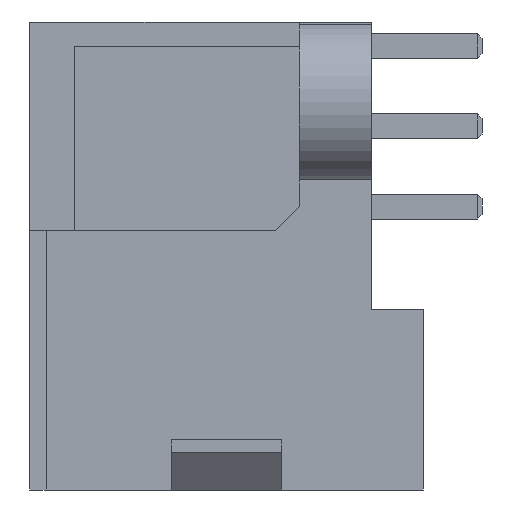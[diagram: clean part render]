
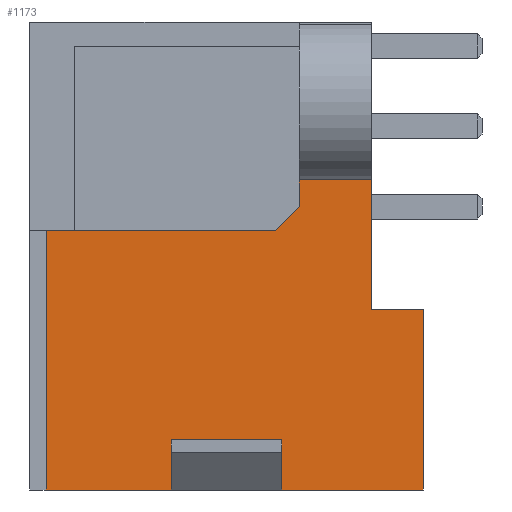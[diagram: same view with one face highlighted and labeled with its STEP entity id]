
A CAD part, left-side view. The second image highlights one B-rep face of the part: STEP entity #1173.
In plain terms, the highlighted planar face has unit normal (-1, 0, 0).
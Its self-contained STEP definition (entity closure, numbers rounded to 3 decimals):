
#1173 = ADVANCED_FACE( '', ( #3334 ), #3335, .F. );
#3334 = FACE_OUTER_BOUND( '', #6512, .T. );
#3335 = PLANE( '', #6513 );
#6512 = EDGE_LOOP( '', ( #9878, #9879, #9880, #9881, #9882, #9883, #9884, #9885, #9886, #9887, #9888, #9889, #9890 ) );
#6513 = AXIS2_PLACEMENT_3D( '', #9891, #9892, #9893 );
#9878 = ORIENTED_EDGE( '', *, *, #19901, .F. );
#9879 = ORIENTED_EDGE( '', *, *, #19902, .F. );
#9880 = ORIENTED_EDGE( '', *, *, #19903, .T. );
#9881 = ORIENTED_EDGE( '', *, *, #19904, .T. );
#9882 = ORIENTED_EDGE( '', *, *, #19905, .T. );
#9883 = ORIENTED_EDGE( '', *, *, #19906, .T. );
#9884 = ORIENTED_EDGE( '', *, *, #19907, .T. );
#9885 = ORIENTED_EDGE( '', *, *, #19908, .F. );
#9886 = ORIENTED_EDGE( '', *, *, #19909, .F. );
#9887 = ORIENTED_EDGE( '', *, *, #19910, .T. );
#9888 = ORIENTED_EDGE( '', *, *, #19911, .T. );
#9889 = ORIENTED_EDGE( '', *, *, #19912, .F. );
#9890 = ORIENTED_EDGE( '', *, *, #19913, .F. );
#9891 = CARTESIAN_POINT( '', ( -18.78, 11.94, 14.81 ) );
#9892 = DIRECTION( '', ( 1., 0., 0. ) );
#9893 = DIRECTION( '', ( 0., 0., -1. ) );
#19901 = EDGE_CURVE( '', #24075, #24076, #24077, .T. );
#19902 = EDGE_CURVE( '', #24078, #24075, #24079, .T. );
#19903 = EDGE_CURVE( '', #24078, #24080, #24081, .T. );
#19904 = EDGE_CURVE( '', #24080, #24082, #24083, .T. );
#19905 = EDGE_CURVE( '', #24082, #24084, #24085, .T. );
#19906 = EDGE_CURVE( '', #24084, #24086, #24087, .T. );
#19907 = EDGE_CURVE( '', #24086, #24088, #24089, .T. );
#19908 = EDGE_CURVE( '', #24090, #24088, #24091, .T. );
#19909 = EDGE_CURVE( '', #24092, #24090, #24093, .T. );
#19910 = EDGE_CURVE( '', #24092, #24094, #24095, .T. );
#19911 = EDGE_CURVE( '', #24094, #24096, #24097, .T. );
#19912 = EDGE_CURVE( '', #24098, #24096, #24099, .T. );
#19913 = EDGE_CURVE( '', #24076, #24098, #24100, .T. );
#24075 = VERTEX_POINT( '', #30143 );
#24076 = VERTEX_POINT( '', #30144 );
#24077 = LINE( '', #30145, #30146 );
#24078 = VERTEX_POINT( '', #30147 );
#24079 = LINE( '', #30148, #30149 );
#24080 = VERTEX_POINT( '', #30150 );
#24081 = LINE( '', #30151, #30152 );
#24082 = VERTEX_POINT( '', #30153 );
#24083 = LINE( '', #30154, #30155 );
#24084 = VERTEX_POINT( '', #30156 );
#24085 = LINE( '', #30157, #30158 );
#24086 = VERTEX_POINT( '', #30159 );
#24087 = LINE( '', #30160, #30161 );
#24088 = VERTEX_POINT( '', #30162 );
#24089 = LINE( '', #30163, #30164 );
#24090 = VERTEX_POINT( '', #30165 );
#24091 = LINE( '', #30166, #30167 );
#24092 = VERTEX_POINT( '', #30168 );
#24093 = LINE( '', #30169, #30170 );
#24094 = VERTEX_POINT( '', #30171 );
#24095 = LINE( '', #30172, #30173 );
#24096 = VERTEX_POINT( '', #30174 );
#24097 = LINE( '', #30175, #30176 );
#24098 = VERTEX_POINT( '', #30177 );
#24099 = LINE( '', #30178, #30179 );
#24100 = LINE( '', #30180, #30181 );
#30143 = CARTESIAN_POINT( '', ( -18.78, 1.65, 9.812 ) );
#30144 = CARTESIAN_POINT( '', ( -18.78, 1.65, 5.72 ) );
#30145 = CARTESIAN_POINT( '', ( -18.78, 1.65, 14.81 ) );
#30146 = VECTOR( '', #38289, 1000. );
#30147 = CARTESIAN_POINT( '', ( -18.78, 3.93, 9.812 ) );
#30148 = CARTESIAN_POINT( '', ( -18.78, 3.93, 9.812 ) );
#30149 = VECTOR( '', #38290, 1000. );
#30150 = CARTESIAN_POINT( '', ( -18.78, 3.93, 8.97 ) );
#30151 = CARTESIAN_POINT( '', ( -18.78, 3.93, 14.81 ) );
#30152 = VECTOR( '', #38291, 1000. );
#30153 = CARTESIAN_POINT( '', ( -18.78, 4.69, 8.21 ) );
#30154 = CARTESIAN_POINT( '', ( -18.78, 3.93, 8.97 ) );
#30155 = VECTOR( '', #38292, 1000. );
#30156 = CARTESIAN_POINT( '', ( -18.78, 11.94, 8.21 ) );
#30157 = CARTESIAN_POINT( '', ( -18.78, 4.69, 8.21 ) );
#30158 = VECTOR( '', #38293, 1000. );
#30159 = CARTESIAN_POINT( '', ( -18.78, 11.94, 0. ) );
#30160 = CARTESIAN_POINT( '', ( -18.78, 11.94, 14.81 ) );
#30161 = VECTOR( '', #38294, 1000. );
#30162 = CARTESIAN_POINT( '', ( -18.78, 7.97, 0. ) );
#30163 = CARTESIAN_POINT( '', ( -18.78, 11.94, 0. ) );
#30164 = VECTOR( '', #38295, 1000. );
#30165 = CARTESIAN_POINT( '', ( -18.78, 7.97, 1.35 ) );
#30166 = CARTESIAN_POINT( '', ( -18.78, 7.97, 14.81 ) );
#30167 = VECTOR( '', #38296, 1000. );
#30168 = CARTESIAN_POINT( '', ( -18.78, 4.48, 1.35 ) );
#30169 = CARTESIAN_POINT( '', ( -18.78, 0., 1.35 ) );
#30170 = VECTOR( '', #38297, 1000. );
#30171 = CARTESIAN_POINT( '', ( -18.78, 4.48, 0. ) );
#30172 = CARTESIAN_POINT( '', ( -18.78, 4.48, 14.81 ) );
#30173 = VECTOR( '', #38298, 1000. );
#30174 = CARTESIAN_POINT( '', ( -18.78, 0., 0. ) );
#30175 = CARTESIAN_POINT( '', ( -18.78, 4.48, 0. ) );
#30176 = VECTOR( '', #38299, 1000. );
#30177 = CARTESIAN_POINT( '', ( -18.78, 0., 5.72 ) );
#30178 = CARTESIAN_POINT( '', ( -18.78, 0., 14.81 ) );
#30179 = VECTOR( '', #38300, 1000. );
#30180 = CARTESIAN_POINT( '', ( -18.78, 11.94, 5.72 ) );
#30181 = VECTOR( '', #38301, 1000. );
#38289 = DIRECTION( '', ( 0., 0., -1. ) );
#38290 = DIRECTION( '', ( 0., -1., 0. ) );
#38291 = DIRECTION( '', ( 0., 0., -1. ) );
#38292 = DIRECTION( '', ( 0., 0.707, -0.707 ) );
#38293 = DIRECTION( '', ( 0., 1., 0. ) );
#38294 = DIRECTION( '', ( 0., 0., -1. ) );
#38295 = DIRECTION( '', ( 0., -1., 0. ) );
#38296 = DIRECTION( '', ( 0., 0., -1. ) );
#38297 = DIRECTION( '', ( 0., 1., 0. ) );
#38298 = DIRECTION( '', ( 0., 0., -1. ) );
#38299 = DIRECTION( '', ( 0., -1., 0. ) );
#38300 = DIRECTION( '', ( 0., 0., -1. ) );
#38301 = DIRECTION( '', ( 0., -1., 0. ) );
